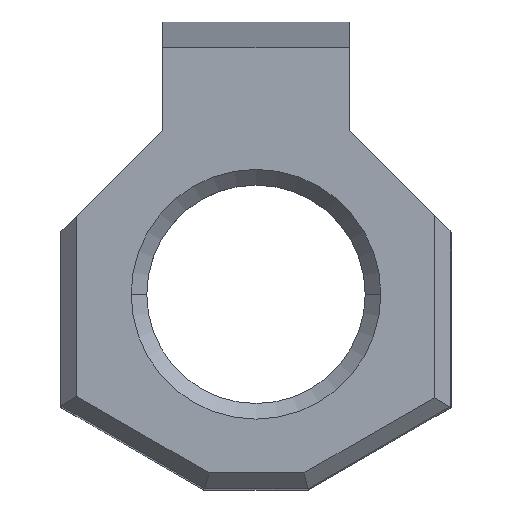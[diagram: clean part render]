
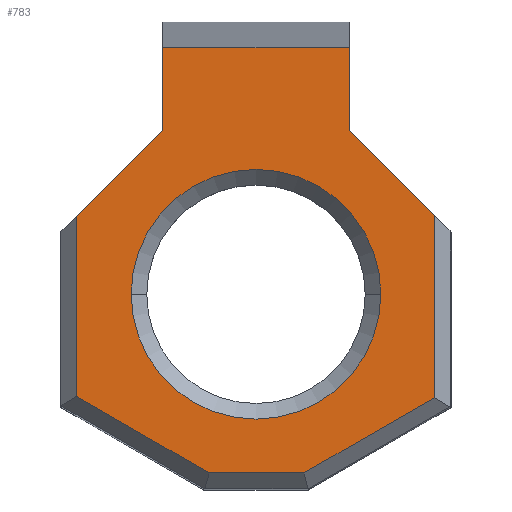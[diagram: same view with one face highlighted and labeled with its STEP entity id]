
A CAD part, top view. The second image highlights one B-rep face of the part: STEP entity #783.
In plain terms, the highlighted planar face has unit normal (0, 0, 1).
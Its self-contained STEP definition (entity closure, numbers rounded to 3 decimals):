
#27 = VERTEX_POINT ( 'NONE', #392 ) ;
#43 = CARTESIAN_POINT ( 'NONE',  ( 2.285, 1.174, 6.5 ) ) ;
#51 = VECTOR ( 'NONE', #1347, 1000. ) ;
#53 = VERTEX_POINT ( 'NONE', #92 ) ;
#58 = EDGE_CURVE ( 'NONE', #95, #1060, #510, .T. ) ;
#59 = VERTEX_POINT ( 'NONE', #409 ) ;
#77 = EDGE_CURVE ( 'NONE', #716, #659, #199, .T. ) ;
#78 = DIRECTION ( 'NONE',  ( 1., 0., 0. ) ) ;
#83 = DIRECTION ( 'NONE',  ( -1., 0., 0. ) ) ;
#92 = CARTESIAN_POINT ( 'NONE',  ( -1.6, 2.5, 6.5 ) ) ;
#94 = CIRCLE ( 'NONE', #854, 1.6 ) ;
#95 = VERTEX_POINT ( 'NONE', #1167 ) ;
#118 = CARTESIAN_POINT ( 'NONE',  ( 0., 2.5, 6.5 ) ) ;
#146 = CARTESIAN_POINT ( 'NONE',  ( -1.196, 4.603, 6.5 ) ) ;
#175 = PLANE ( 'NONE',  #989 ) ;
#199 = LINE ( 'NONE', #622, #853 ) ;
#204 = CARTESIAN_POINT ( 'NONE',  ( 0.668, 0.21, 6.5 ) ) ;
#210 = VECTOR ( 'NONE', #324, 1000. ) ;
#229 = VERTEX_POINT ( 'NONE', #342 ) ;
#255 = ORIENTED_EDGE ( 'NONE', *, *, #515, .T. ) ;
#268 = VECTOR ( 'NONE', #726, 1000. ) ;
#309 = CARTESIAN_POINT ( 'NONE',  ( -2.3, 1.074, 6.5 ) ) ;
#313 = VECTOR ( 'NONE', #335, 1000. ) ;
#324 = DIRECTION ( 'NONE',  ( -0.707, -0.707, 0. ) ) ;
#335 = DIRECTION ( 'NONE',  ( 0., 1., 0. ) ) ;
#342 = CARTESIAN_POINT ( 'NONE',  ( -2.3, 3.499, 6.5 ) ) ;
#351 = EDGE_LOOP ( 'NONE', ( #1196, #1078 ) ) ;
#357 = EDGE_CURVE ( 'NONE', #644, #1279, #604, .T. ) ;
#392 = CARTESIAN_POINT ( 'NONE',  ( -0.6, 0.21, 6.5 ) ) ;
#406 = LINE ( 'NONE', #820, #725 ) ;
#409 = CARTESIAN_POINT ( 'NONE',  ( -2.3, 1.191, 6.5 ) ) ;
#413 = DIRECTION ( 'NONE',  ( 0., 0., -1. ) ) ;
#419 = EDGE_CURVE ( 'NONE', #659, #95, #406, .T. ) ;
#443 = VECTOR ( 'NONE', #1361, 1000. ) ;
#499 = LINE ( 'NONE', #913, #51 ) ;
#510 = LINE ( 'NONE', #927, #443 ) ;
#515 = EDGE_CURVE ( 'NONE', #898, #229, #841, .T. ) ;
#537 = DIRECTION ( 'NONE',  ( 0., 0., -1. ) ) ;
#541 = LINE ( 'NONE', #1290, #313 ) ;
#565 = DIRECTION ( 'NONE',  ( 0., -1., 0. ) ) ;
#598 = CARTESIAN_POINT ( 'NONE',  ( 0., 0., 6.5 ) ) ;
#604 = LINE ( 'NONE', #1019, #658 ) ;
#622 = CARTESIAN_POINT ( 'NONE',  ( 2.384, 1.232, 6.5 ) ) ;
#625 = DIRECTION ( 'NONE',  ( 1., 0., 0. ) ) ;
#626 = ORIENTED_EDGE ( 'NONE', *, *, #419, .T. ) ;
#644 = VERTEX_POINT ( 'NONE', #1202 ) ;
#654 = CARTESIAN_POINT ( 'NONE',  ( 1.196, 4.603, 6.5 ) ) ;
#658 = VECTOR ( 'NONE', #83, 1000. ) ;
#659 = VERTEX_POINT ( 'NONE', #43 ) ;
#677 = EDGE_CURVE ( 'NONE', #1279, #898, #1094, .T. ) ;
#700 = FACE_BOUND ( 'NONE', #351, .T. ) ;
#710 = EDGE_LOOP ( 'NONE', ( #1276, #1172, #940, #255, #775, #1212, #771, #1124, #626, #777 ) ) ;
#716 = VERTEX_POINT ( 'NONE', #1113 ) ;
#725 = VECTOR ( 'NONE', #1261, 1000. ) ;
#726 = DIRECTION ( 'NONE',  ( 0., -1., 0. ) ) ;
#727 = AXIS2_PLACEMENT_3D ( 'NONE', #118, #537, #955 ) ;
#753 = CARTESIAN_POINT ( 'NONE',  ( 1.6, 2.5, 6.5 ) ) ;
#771 = ORIENTED_EDGE ( 'NONE', *, *, #1344, .T. ) ;
#775 = ORIENTED_EDGE ( 'NONE', *, *, #885, .T. ) ;
#777 = ORIENTED_EDGE ( 'NONE', *, *, #58, .T. ) ;
#783 = ADVANCED_FACE ( 'NONE', ( #700, #1133 ), #175, .T. ) ;
#820 = CARTESIAN_POINT ( 'NONE',  ( 2.285, 3.314, 6.5 ) ) ;
#827 = DIRECTION ( 'NONE',  ( 1., 0., 0. ) ) ;
#841 = LINE ( 'NONE', #1281, #210 ) ;
#853 = VECTOR ( 'NONE', #1036, 1000. ) ;
#854 = AXIS2_PLACEMENT_3D ( 'NONE', #1365, #413, #827 ) ;
#881 = EDGE_CURVE ( 'NONE', #53, #1003, #94, .T. ) ;
#885 = EDGE_CURVE ( 'NONE', #229, #59, #1268, .T. ) ;
#898 = VERTEX_POINT ( 'NONE', #1165 ) ;
#913 = CARTESIAN_POINT ( 'NONE',  ( -0.554, 0.183, 6.5 ) ) ;
#927 = CARTESIAN_POINT ( 'NONE',  ( 2.5, 3.299, 6.5 ) ) ;
#940 = ORIENTED_EDGE ( 'NONE', *, *, #677, .T. ) ;
#955 = DIRECTION ( 'NONE',  ( 1., 0., 0. ) ) ;
#964 = EDGE_CURVE ( 'NONE', #1003, #53, #1331, .T. ) ;
#989 = AXIS2_PLACEMENT_3D ( 'NONE', #598, #1015, #78 ) ;
#999 = EDGE_CURVE ( 'NONE', #1060, #644, #541, .T. ) ;
#1003 = VERTEX_POINT ( 'NONE', #753 ) ;
#1015 = DIRECTION ( 'NONE',  ( 0., 0., 1. ) ) ;
#1019 = CARTESIAN_POINT ( 'NONE',  ( 0., 5.659, 6.5 ) ) ;
#1036 = DIRECTION ( 'NONE',  ( 0.866, 0.5, 0. ) ) ;
#1060 = VERTEX_POINT ( 'NONE', #654 ) ;
#1078 = ORIENTED_EDGE ( 'NONE', *, *, #881, .T. ) ;
#1094 = LINE ( 'NONE', #146, #1136 ) ;
#1113 = CARTESIAN_POINT ( 'NONE',  ( 0.614, 0.21, 6.5 ) ) ;
#1124 = ORIENTED_EDGE ( 'NONE', *, *, #77, .T. ) ;
#1133 = FACE_OUTER_BOUND ( 'NONE', #710, .T. ) ;
#1136 = VECTOR ( 'NONE', #565, 1000. ) ;
#1149 = CARTESIAN_POINT ( 'NONE',  ( -1.196, 5.659, 6.5 ) ) ;
#1163 = LINE ( 'NONE', #204, #1355 ) ;
#1165 = CARTESIAN_POINT ( 'NONE',  ( -1.196, 4.603, 6.5 ) ) ;
#1167 = CARTESIAN_POINT ( 'NONE',  ( 2.285, 3.514, 6.5 ) ) ;
#1172 = ORIENTED_EDGE ( 'NONE', *, *, #357, .T. ) ;
#1196 = ORIENTED_EDGE ( 'NONE', *, *, #964, .T. ) ;
#1202 = CARTESIAN_POINT ( 'NONE',  ( 1.196, 5.659, 6.5 ) ) ;
#1212 = ORIENTED_EDGE ( 'NONE', *, *, #1252, .T. ) ;
#1252 = EDGE_CURVE ( 'NONE', #59, #27, #499, .T. ) ;
#1261 = DIRECTION ( 'NONE',  ( 0., 1., 0. ) ) ;
#1268 = LINE ( 'NONE', #309, #268 ) ;
#1276 = ORIENTED_EDGE ( 'NONE', *, *, #999, .T. ) ;
#1279 = VERTEX_POINT ( 'NONE', #1149 ) ;
#1281 = CARTESIAN_POINT ( 'NONE',  ( -2.5, 3.299, 6.5 ) ) ;
#1290 = CARTESIAN_POINT ( 'NONE',  ( 1.196, 4.603, 6.5 ) ) ;
#1331 = CIRCLE ( 'NONE', #727, 1.6 ) ;
#1344 = EDGE_CURVE ( 'NONE', #27, #716, #1163, .T. ) ;
#1347 = DIRECTION ( 'NONE',  ( 0.866, -0.5, 0. ) ) ;
#1355 = VECTOR ( 'NONE', #625, 1000. ) ;
#1361 = DIRECTION ( 'NONE',  ( -0.707, 0.707, 0. ) ) ;
#1365 = CARTESIAN_POINT ( 'NONE',  ( 0., 2.5, 6.5 ) ) ;
